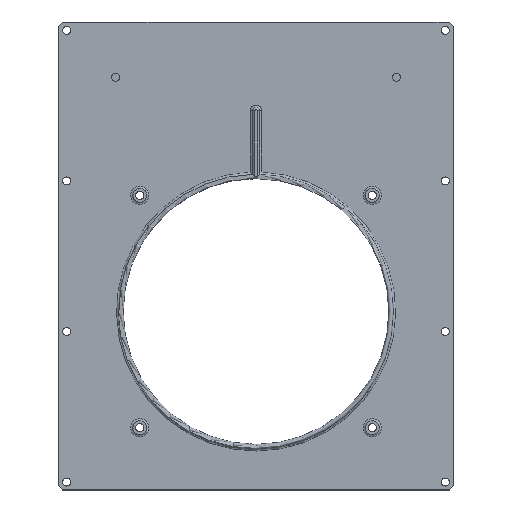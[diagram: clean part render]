
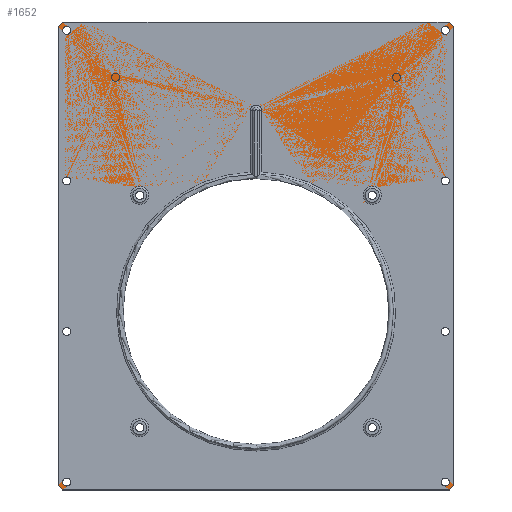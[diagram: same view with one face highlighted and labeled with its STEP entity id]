
A CAD part, top view. The second image highlights one B-rep face of the part: STEP entity #1652.
In plain terms, the highlighted planar face has unit normal (0, 0, 1).
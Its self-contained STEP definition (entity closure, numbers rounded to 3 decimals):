
#71=FACE_BOUND('',#327,.T.);
#72=FACE_BOUND('',#328,.T.);
#73=FACE_BOUND('',#329,.T.);
#74=FACE_BOUND('',#330,.T.);
#75=FACE_BOUND('',#331,.T.);
#76=FACE_BOUND('',#332,.T.);
#77=FACE_BOUND('',#333,.T.);
#78=FACE_BOUND('',#334,.T.);
#79=FACE_BOUND('',#335,.T.);
#80=FACE_BOUND('',#336,.T.);
#81=FACE_BOUND('',#337,.T.);
#82=FACE_BOUND('',#338,.T.);
#83=FACE_BOUND('',#339,.T.);
#118=PLANE('',#1834);
#198=FACE_OUTER_BOUND('',#326,.T.);
#326=EDGE_LOOP('',(#1341,#1342,#1343,#1344,#1345,#1346,#1347,#1348,#1349,
#1350));
#327=EDGE_LOOP('',(#1351));
#328=EDGE_LOOP('',(#1352));
#329=EDGE_LOOP('',(#1353));
#330=EDGE_LOOP('',(#1354));
#331=EDGE_LOOP('',(#1355));
#332=EDGE_LOOP('',(#1356));
#333=EDGE_LOOP('',(#1357));
#334=EDGE_LOOP('',(#1358));
#335=EDGE_LOOP('',(#1359));
#336=EDGE_LOOP('',(#1360));
#337=EDGE_LOOP('',(#1361,#1362,#1363,#1364));
#338=EDGE_LOOP('',(#1365));
#339=EDGE_LOOP('',(#1366));
#456=LINE('',#2773,#564);
#457=LINE('',#2775,#565);
#458=LINE('',#2777,#566);
#459=LINE('',#2779,#567);
#460=LINE('',#2781,#568);
#461=LINE('',#2783,#569);
#462=LINE('',#2785,#570);
#463=LINE('',#2787,#571);
#464=LINE('',#2789,#572);
#465=LINE('',#2790,#573);
#466=LINE('',#2813,#574);
#467=LINE('',#2817,#575);
#564=VECTOR('',#2212,10.);
#565=VECTOR('',#2213,10.);
#566=VECTOR('',#2214,10.);
#567=VECTOR('',#2215,10.);
#568=VECTOR('',#2216,10.);
#569=VECTOR('',#2217,10.);
#570=VECTOR('',#2218,10.);
#571=VECTOR('',#2219,10.);
#572=VECTOR('',#2220,10.);
#573=VECTOR('',#2221,10.);
#574=VECTOR('',#2242,10.);
#575=VECTOR('',#2245,10.);
#677=CIRCLE('',#1833,4.1);
#678=CIRCLE('',#1835,4.1);
#679=CIRCLE('',#1836,4.1);
#680=CIRCLE('',#1837,1.8);
#681=CIRCLE('',#1838,1.8);
#682=CIRCLE('',#1839,1.8);
#683=CIRCLE('',#1840,1.8);
#684=CIRCLE('',#1841,1.8);
#685=CIRCLE('',#1842,1.8);
#686=CIRCLE('',#1843,1.8);
#687=CIRCLE('',#1844,1.8);
#688=CIRCLE('',#1845,2.5);
#689=CIRCLE('',#1846,63.);
#690=CIRCLE('',#1847,4.1);
#805=VERTEX_POINT('',#2767);
#806=VERTEX_POINT('',#2771);
#807=VERTEX_POINT('',#2772);
#808=VERTEX_POINT('',#2774);
#809=VERTEX_POINT('',#2776);
#810=VERTEX_POINT('',#2778);
#811=VERTEX_POINT('',#2780);
#812=VERTEX_POINT('',#2782);
#813=VERTEX_POINT('',#2784);
#814=VERTEX_POINT('',#2786);
#815=VERTEX_POINT('',#2788);
#816=VERTEX_POINT('',#2791);
#817=VERTEX_POINT('',#2793);
#818=VERTEX_POINT('',#2795);
#819=VERTEX_POINT('',#2797);
#820=VERTEX_POINT('',#2799);
#821=VERTEX_POINT('',#2801);
#822=VERTEX_POINT('',#2803);
#823=VERTEX_POINT('',#2805);
#824=VERTEX_POINT('',#2807);
#825=VERTEX_POINT('',#2809);
#826=VERTEX_POINT('',#2811);
#827=VERTEX_POINT('',#2812);
#828=VERTEX_POINT('',#2814);
#829=VERTEX_POINT('',#2816);
#830=VERTEX_POINT('',#2819);
#994=EDGE_CURVE('',#805,#805,#677,.T.);
#995=EDGE_CURVE('',#806,#807,#456,.T.);
#996=EDGE_CURVE('',#807,#808,#457,.T.);
#997=EDGE_CURVE('',#808,#809,#458,.T.);
#998=EDGE_CURVE('',#809,#810,#459,.T.);
#999=EDGE_CURVE('',#810,#811,#460,.T.);
#1000=EDGE_CURVE('',#811,#812,#461,.T.);
#1001=EDGE_CURVE('',#812,#813,#462,.T.);
#1002=EDGE_CURVE('',#813,#814,#463,.T.);
#1003=EDGE_CURVE('',#814,#815,#464,.T.);
#1004=EDGE_CURVE('',#815,#806,#465,.T.);
#1005=EDGE_CURVE('',#816,#816,#678,.T.);
#1006=EDGE_CURVE('',#817,#817,#679,.T.);
#1007=EDGE_CURVE('',#818,#818,#680,.T.);
#1008=EDGE_CURVE('',#819,#819,#681,.T.);
#1009=EDGE_CURVE('',#820,#820,#682,.T.);
#1010=EDGE_CURVE('',#821,#821,#683,.T.);
#1011=EDGE_CURVE('',#822,#822,#684,.T.);
#1012=EDGE_CURVE('',#823,#823,#685,.T.);
#1013=EDGE_CURVE('',#824,#824,#686,.T.);
#1014=EDGE_CURVE('',#825,#825,#687,.T.);
#1015=EDGE_CURVE('',#826,#827,#466,.T.);
#1016=EDGE_CURVE('',#828,#826,#688,.T.);
#1017=EDGE_CURVE('',#829,#828,#467,.T.);
#1018=EDGE_CURVE('',#827,#829,#689,.T.);
#1019=EDGE_CURVE('',#830,#830,#690,.T.);
#1341=ORIENTED_EDGE('',*,*,#995,.T.);
#1342=ORIENTED_EDGE('',*,*,#996,.T.);
#1343=ORIENTED_EDGE('',*,*,#997,.T.);
#1344=ORIENTED_EDGE('',*,*,#998,.T.);
#1345=ORIENTED_EDGE('',*,*,#999,.T.);
#1346=ORIENTED_EDGE('',*,*,#1000,.T.);
#1347=ORIENTED_EDGE('',*,*,#1001,.T.);
#1348=ORIENTED_EDGE('',*,*,#1002,.T.);
#1349=ORIENTED_EDGE('',*,*,#1003,.T.);
#1350=ORIENTED_EDGE('',*,*,#1004,.T.);
#1351=ORIENTED_EDGE('',*,*,#1005,.F.);
#1352=ORIENTED_EDGE('',*,*,#1006,.F.);
#1353=ORIENTED_EDGE('',*,*,#1007,.T.);
#1354=ORIENTED_EDGE('',*,*,#1008,.T.);
#1355=ORIENTED_EDGE('',*,*,#1009,.T.);
#1356=ORIENTED_EDGE('',*,*,#1010,.T.);
#1357=ORIENTED_EDGE('',*,*,#1011,.T.);
#1358=ORIENTED_EDGE('',*,*,#1012,.T.);
#1359=ORIENTED_EDGE('',*,*,#1013,.T.);
#1360=ORIENTED_EDGE('',*,*,#1014,.T.);
#1361=ORIENTED_EDGE('',*,*,#1015,.F.);
#1362=ORIENTED_EDGE('',*,*,#1016,.F.);
#1363=ORIENTED_EDGE('',*,*,#1017,.F.);
#1364=ORIENTED_EDGE('',*,*,#1018,.F.);
#1365=ORIENTED_EDGE('',*,*,#1019,.F.);
#1366=ORIENTED_EDGE('',*,*,#994,.F.);
#1652=ADVANCED_FACE('',(#198,#71,#72,#73,#74,#75,#76,#77,#78,#79,#80,#81,
#82,#83),#118,.T.);
#1833=AXIS2_PLACEMENT_3D('',#2769,#2208,#2209);
#1834=AXIS2_PLACEMENT_3D('',#2770,#2210,#2211);
#1835=AXIS2_PLACEMENT_3D('',#2792,#2222,#2223);
#1836=AXIS2_PLACEMENT_3D('',#2794,#2224,#2225);
#1837=AXIS2_PLACEMENT_3D('',#2796,#2226,#2227);
#1838=AXIS2_PLACEMENT_3D('',#2798,#2228,#2229);
#1839=AXIS2_PLACEMENT_3D('',#2800,#2230,#2231);
#1840=AXIS2_PLACEMENT_3D('',#2802,#2232,#2233);
#1841=AXIS2_PLACEMENT_3D('',#2804,#2234,#2235);
#1842=AXIS2_PLACEMENT_3D('',#2806,#2236,#2237);
#1843=AXIS2_PLACEMENT_3D('',#2808,#2238,#2239);
#1844=AXIS2_PLACEMENT_3D('',#2810,#2240,#2241);
#1845=AXIS2_PLACEMENT_3D('',#2815,#2243,#2244);
#1846=AXIS2_PLACEMENT_3D('',#2818,#2246,#2247);
#1847=AXIS2_PLACEMENT_3D('',#2820,#2248,#2249);
#2208=DIRECTION('center_axis',(0.,0.,1.));
#2209=DIRECTION('ref_axis',(-1.,0.,0.));
#2210=DIRECTION('center_axis',(0.,0.,1.));
#2211=DIRECTION('ref_axis',(1.,0.,0.));
#2212=DIRECTION('',(1.,0.,0.));
#2213=DIRECTION('',(0.707,0.707,0.));
#2214=DIRECTION('',(0.,1.,0.));
#2215=DIRECTION('',(-0.707,0.707,0.));
#2216=DIRECTION('',(-1.,0.,0.));
#2217=DIRECTION('',(-1.,0.,0.));
#2218=DIRECTION('',(-1.,0.,0.));
#2219=DIRECTION('',(-0.707,-0.707,0.));
#2220=DIRECTION('',(0.,-1.,0.));
#2221=DIRECTION('',(0.707,-0.707,0.));
#2222=DIRECTION('center_axis',(0.,0.,1.));
#2223=DIRECTION('ref_axis',(-1.,0.,0.));
#2224=DIRECTION('center_axis',(0.,0.,1.));
#2225=DIRECTION('ref_axis',(-1.,0.,0.));
#2226=DIRECTION('center_axis',(0.,0.,-1.));
#2227=DIRECTION('ref_axis',(1.,0.,0.));
#2228=DIRECTION('center_axis',(0.,0.,-1.));
#2229=DIRECTION('ref_axis',(1.,0.,0.));
#2230=DIRECTION('center_axis',(0.,0.,-1.));
#2231=DIRECTION('ref_axis',(1.,0.,0.));
#2232=DIRECTION('center_axis',(0.,0.,-1.));
#2233=DIRECTION('ref_axis',(1.,0.,0.));
#2234=DIRECTION('center_axis',(0.,0.,-1.));
#2235=DIRECTION('ref_axis',(1.,0.,0.));
#2236=DIRECTION('center_axis',(0.,0.,-1.));
#2237=DIRECTION('ref_axis',(1.,0.,0.));
#2238=DIRECTION('center_axis',(0.,0.,-1.));
#2239=DIRECTION('ref_axis',(1.,0.,0.));
#2240=DIRECTION('center_axis',(0.,0.,-1.));
#2241=DIRECTION('ref_axis',(1.,0.,0.));
#2242=DIRECTION('',(0.,-1.,0.));
#2243=DIRECTION('center_axis',(0.,0.,1.));
#2244=DIRECTION('ref_axis',(0.,1.,0.));
#2245=DIRECTION('',(0.,1.,0.));
#2246=DIRECTION('center_axis',(0.,0.,1.));
#2247=DIRECTION('ref_axis',(0.,-1.,0.));
#2248=DIRECTION('center_axis',(0.,0.,1.));
#2249=DIRECTION('ref_axis',(-1.,0.,0.));
#2767=CARTESIAN_POINT('',(-48.391,-9.486,126.8));
#2769=CARTESIAN_POINT('Origin',(-52.491,-9.486,126.8));
#2770=CARTESIAN_POINT('Origin',(0.,68.103,126.8));
#2771=CARTESIAN_POINT('',(-87.417,-37.594,126.8));
#2772=CARTESIAN_POINT('',(87.417,-37.594,126.8));
#2773=CARTESIAN_POINT('',(-87.417,-37.594,126.8));
#2774=CARTESIAN_POINT('',(89.3,-35.711,126.8));
#2775=CARTESIAN_POINT('',(89.3,-35.711,126.8));
#2776=CARTESIAN_POINT('',(89.3,171.917,126.8));
#2777=CARTESIAN_POINT('',(89.3,171.917,126.8));
#2778=CARTESIAN_POINT('',(87.417,173.8,126.8));
#2779=CARTESIAN_POINT('',(87.417,173.8,126.8));
#2780=CARTESIAN_POINT('',(77.5,173.8,126.8));
#2781=CARTESIAN_POINT('',(77.5,173.8,126.8));
#2782=CARTESIAN_POINT('',(-77.3,173.8,126.8));
#2783=CARTESIAN_POINT('',(-77.3,173.8,126.8));
#2784=CARTESIAN_POINT('',(-87.417,173.8,126.8));
#2785=CARTESIAN_POINT('',(-87.417,173.8,126.8));
#2786=CARTESIAN_POINT('',(-89.3,171.917,126.8));
#2787=CARTESIAN_POINT('',(-89.3,171.917,126.8));
#2788=CARTESIAN_POINT('',(-89.3,-35.711,126.8));
#2789=CARTESIAN_POINT('',(-89.3,-35.711,126.8));
#2790=CARTESIAN_POINT('',(-87.417,-37.594,126.8));
#2791=CARTESIAN_POINT('',(56.609,-9.486,126.8));
#2792=CARTESIAN_POINT('Origin',(52.509,-9.486,126.8));
#2793=CARTESIAN_POINT('',(-48.391,95.514,126.8));
#2794=CARTESIAN_POINT('Origin',(-52.491,95.514,126.8));
#2795=CARTESIAN_POINT('',(83.7,34.,126.8));
#2796=CARTESIAN_POINT('Origin',(85.5,34.,126.8));
#2797=CARTESIAN_POINT('',(83.7,170.,126.8));
#2798=CARTESIAN_POINT('Origin',(85.5,170.,126.8));
#2799=CARTESIAN_POINT('',(-87.3,102.,126.8));
#2800=CARTESIAN_POINT('Origin',(-85.5,102.,126.8));
#2801=CARTESIAN_POINT('',(-87.3,34.,126.8));
#2802=CARTESIAN_POINT('Origin',(-85.5,34.,126.8));
#2803=CARTESIAN_POINT('',(83.7,-34.,126.8));
#2804=CARTESIAN_POINT('Origin',(85.5,-34.,126.8));
#2805=CARTESIAN_POINT('',(83.7,102.,126.8));
#2806=CARTESIAN_POINT('Origin',(85.5,102.,126.8));
#2807=CARTESIAN_POINT('',(-87.3,-34.,126.8));
#2808=CARTESIAN_POINT('Origin',(-85.5,-34.,126.8));
#2809=CARTESIAN_POINT('',(-87.3,170.,126.8));
#2810=CARTESIAN_POINT('Origin',(-85.5,170.,126.8));
#2811=CARTESIAN_POINT('',(-2.491,133.8,126.8));
#2812=CARTESIAN_POINT('',(-2.491,105.964,126.8));
#2813=CARTESIAN_POINT('',(-2.491,100.952,126.8));
#2814=CARTESIAN_POINT('',(2.509,133.8,126.8));
#2815=CARTESIAN_POINT('Origin',(0.009,133.8,126.8));
#2816=CARTESIAN_POINT('',(2.509,105.964,126.8));
#2817=CARTESIAN_POINT('',(2.509,86.549,126.8));
#2818=CARTESIAN_POINT('Origin',(0.009,43.014,126.8));
#2819=CARTESIAN_POINT('',(56.609,95.514,126.8));
#2820=CARTESIAN_POINT('Origin',(52.509,95.514,126.8));
